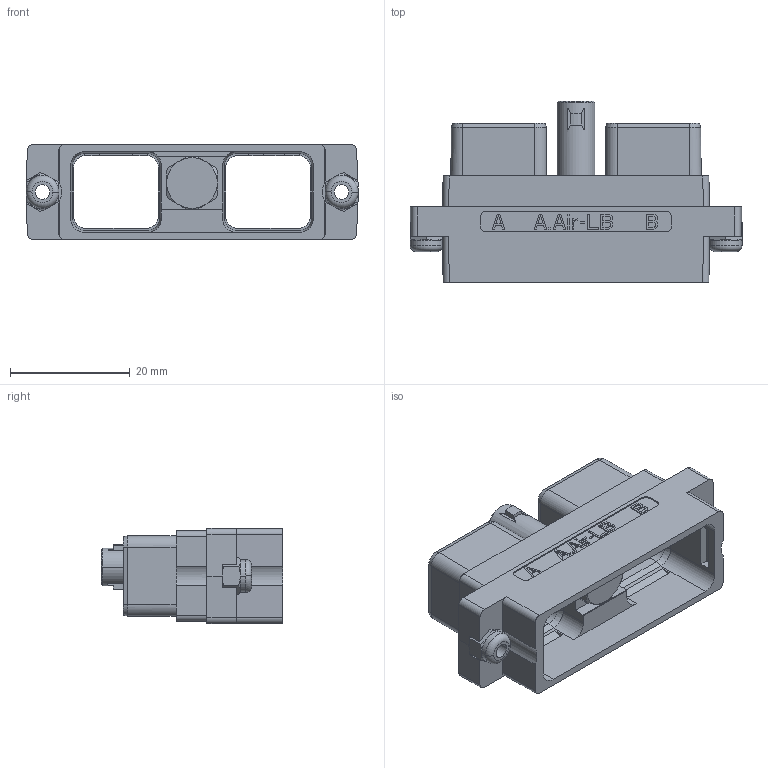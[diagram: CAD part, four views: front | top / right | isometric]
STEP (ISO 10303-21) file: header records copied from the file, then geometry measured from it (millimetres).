
FILE_DESCRIPTION((''),'2;1');
FILE_NAME('SIM2B42VD','2019-09-13T',('presta_be4'),(''),'PRO/ENGINEER BY PARAMETRIC TECHNOLOGY CORPORATION, 2014310','PRO/ENGINEER BY PARAMETRIC TECHNOLOGY CORPORATION, 2014310','');
FILE_SCHEMA(('CONFIG_CONTROL_DESIGN'));
Length unit declared in the file: millimetre
Products named in the file (1): SIM2B42VD
Bounding box: 55.5 x 30.35 x 15.93 mm (x, y, z)
Volume: 6203.6 mm3; surface area: 8543.3 mm2
Topology: 1 solids, 1 shells, 796 faces, 2137 edges, 1382 vertices
Faces by surface type: plane 580, cylinder 126, cone 58, bspline 20, torus 12
Entity records: 32954 total; most frequent: CARTESIAN_POINT 13302, ORIENTED_EDGE 4270, DIRECTION 3717, EDGE_CURVE 2135, VECTOR 1645, LINE 1645, VERTEX_POINT 1382, AXIS2_PLACEMENT_3D 1036
